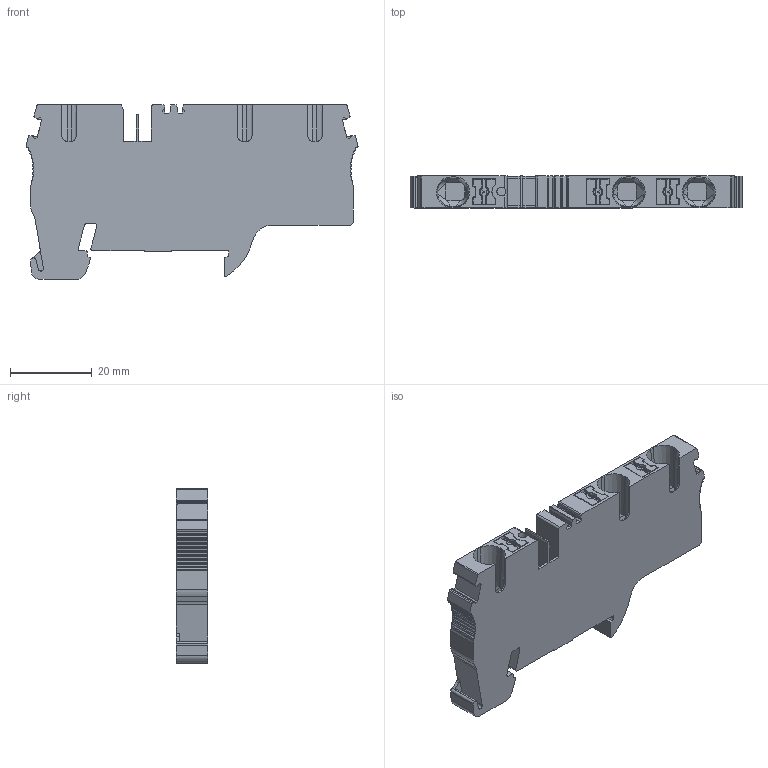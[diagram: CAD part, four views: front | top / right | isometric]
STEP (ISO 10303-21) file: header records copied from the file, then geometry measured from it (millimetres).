
FILE_DESCRIPTION(/* description */ ('Unknown'),/* implementation_level */ '2;1');
FILE_NAME(/* name */ '6PGQ6-1X2H',/* time_stamp */ '2023-01-20T10:58:57+05:00',/* author */ ('Unknown'),/* organization */ ('Unknown'),/* preprocessor_version */ 'ST-DEVELOPER v16.7',/* originating_system */ 'Solid Edge',/* authorisation */ 'Unknown');
FILE_SCHEMA (('AUTOMOTIVE_DESIGN {1 0 10303 214 3 1 1}'));
Length unit declared in the file: millimetre
Products named in the file (1): 6PGQ6-1X2H
Bounding box: 81.44 x 7.8 x 42.9 mm (x, y, z)
Volume: 18073.3 mm3; surface area: 10644.3 mm2
Topology: 1 solids, 1 shells, 522 faces, 1500 edges, 988 vertices
Faces by surface type: plane 301, cylinder 161, bspline 36, cone 18, torus 6
Full cylindrical faces by diameter (mm): 2.15 x1
Entity records: 21416 total; most frequent: CARTESIAN_POINT 4092, ORIENTED_EDGE 2996, DIRECTION 2721, EDGE_CURVE 1498, LINE 995, VECTOR 995, VERTEX_POINT 987, AXIS2_PLACEMENT_3D 863
